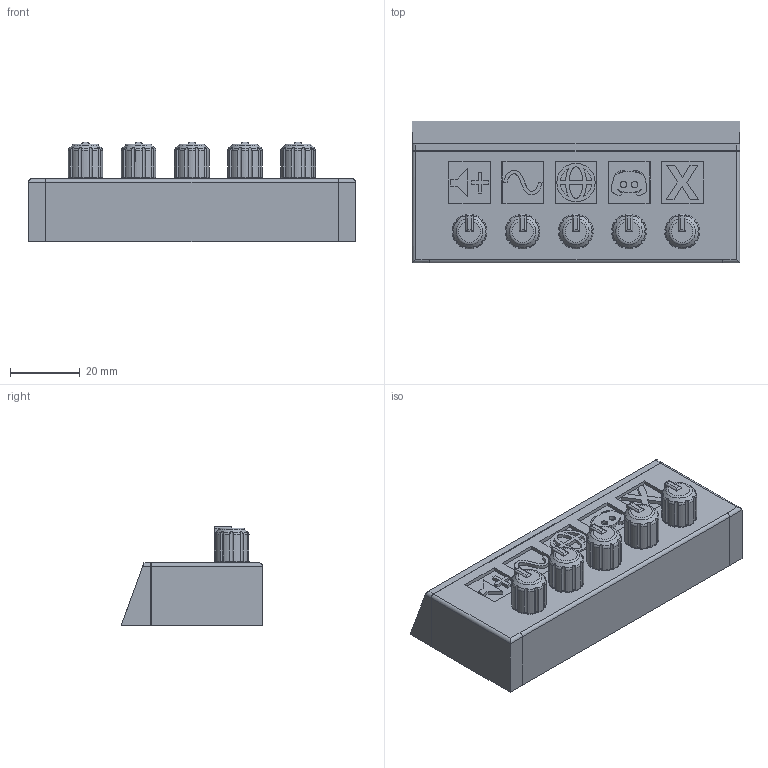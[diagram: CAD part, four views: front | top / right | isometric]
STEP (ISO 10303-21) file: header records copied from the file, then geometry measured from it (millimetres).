
FILE_DESCRIPTION(/* description */ (''),/* implementation_level */ '2;1');
FILE_NAME(/* name */ 'deej assembly.step',/* time_stamp */ '2021-03-05T09:29:54-05:00',/* author */ (''),/* organization */ (''),/* preprocessor_version */ 'ST-DEVELOPER v18.1',/* originating_system */ 'Autodesk Translation Framework v9.10.0.1330',/* authorisation */ '');
FILE_SCHEMA (('AUTOMOTIVE_DESIGN { 1 0 10303 214 3 1 1 }'));
Length unit declared in the file: millimetre
Products named in the file (7): deej case; deej knob; volume; system; www; discord; active
Assembly tree (10 placements, depth 2):
  deej case
    deej knob  x5
    volume
    system
    www
    discord
    active
Bounding box: 94 x 40.65 x 28.5 mm (x, y, z)
Volume: 32177.4 mm3; surface area: 26689 mm2
Topology: 13 solids, 13 shells, 623 faces, 1559 edges, 993 vertices
Faces by surface type: plane 233, torus 190, cylinder 154, bspline 41, cone 5
Full cylindrical faces by diameter (mm): 2.9 x4, 6 x5, 6.2 x5, 7.35 x5, 11 x1
Entity records: 10995 total; most frequent: CARTESIAN_POINT 2953, ORIENTED_EDGE 1670, DIRECTION 1490, EDGE_CURVE 835, VERTEX_POINT 545, LINE 530, VECTOR 530, AXIS2_PLACEMENT_3D 480
